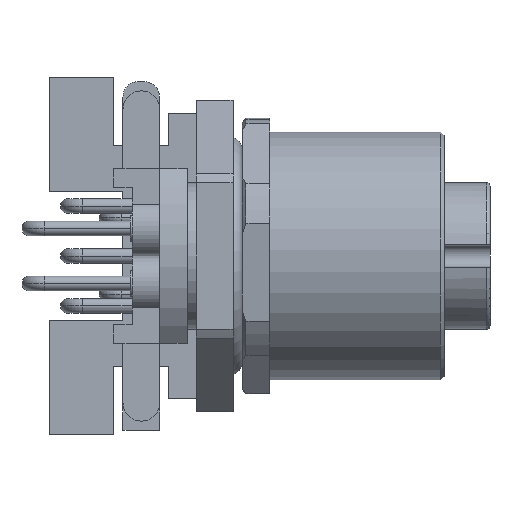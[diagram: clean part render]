
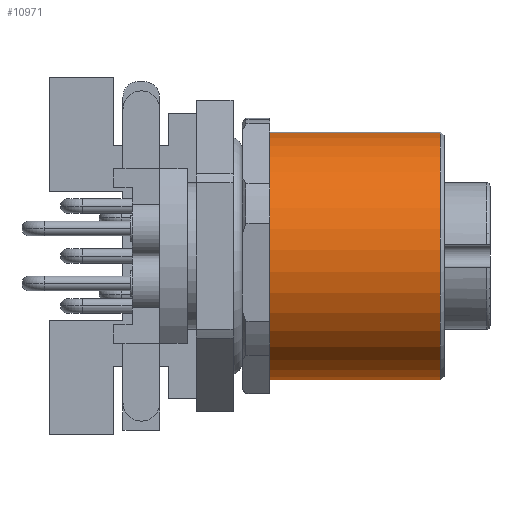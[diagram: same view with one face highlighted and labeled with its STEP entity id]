
A CAD part, front view. The second image highlights one B-rep face of the part: STEP entity #10971.
In plain terms, the highlighted cylindrical face has radius 6.75 mm (diameter 13.5 mm), a partial arc.
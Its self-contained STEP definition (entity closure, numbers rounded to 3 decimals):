
#837 = DIRECTION ( 'NONE',  ( -1., 0., 0. ) ) ;
#856 = DIRECTION ( 'NONE',  ( -1., 0., 0. ) ) ;
#1707 = CARTESIAN_POINT ( 'NONE',  ( 0., 0., 6.75 ) ) ;
#2097 = AXIS2_PLACEMENT_3D ( 'NONE', #14813, #837, #5583 ) ;
#2698 = EDGE_CURVE ( 'NONE', #6807, #12155, #18302, .T. ) ;
#3353 = DIRECTION ( 'NONE',  ( 0., 0., 1. ) ) ;
#3415 = ORIENTED_EDGE ( 'NONE', *, *, #8321, .F. ) ;
#3917 = CARTESIAN_POINT ( 'NONE',  ( 0., 0., 0. ) ) ;
#4203 = AXIS2_PLACEMENT_3D ( 'NONE', #3917, #856, #7059 ) ;
#5014 = VECTOR ( 'NONE', #7533, 1000. ) ;
#5558 = EDGE_CURVE ( 'NONE', #12155, #6911, #5797, .T. ) ;
#5583 = DIRECTION ( 'NONE',  ( 0., 0., 1. ) ) ;
#5797 = LINE ( 'NONE', #1707, #5014 ) ;
#6226 = EDGE_CURVE ( 'NONE', #18318, #6911, #10579, .T. ) ;
#6807 = VERTEX_POINT ( 'NONE', #13219 ) ;
#6822 = CARTESIAN_POINT ( 'NONE',  ( 10.8, 0., 0. ) ) ;
#6911 = VERTEX_POINT ( 'NONE', #18184 ) ;
#7059 = DIRECTION ( 'NONE',  ( 0., 0., 1. ) ) ;
#7533 = DIRECTION ( 'NONE',  ( -1., 0., 0. ) ) ;
#7743 = ORIENTED_EDGE ( 'NONE', *, *, #5558, .T. ) ;
#7934 = CARTESIAN_POINT ( 'NONE',  ( 1.5, 0., -6.75 ) ) ;
#7969 = DIRECTION ( 'NONE',  ( -1., 0., 0. ) ) ;
#8292 = ORIENTED_EDGE ( 'NONE', *, *, #6226, .F. ) ;
#8321 = EDGE_CURVE ( 'NONE', #6807, #18318, #9413, .T. ) ;
#9413 = LINE ( 'NONE', #14013, #12598 ) ;
#10579 = CIRCLE ( 'NONE', #2097, 6.75 ) ;
#10884 = CARTESIAN_POINT ( 'NONE',  ( 10.8, 0., 6.75 ) ) ;
#10971 = ADVANCED_FACE ( 'NONE', ( #13004 ), #17869, .T. ) ;
#12155 = VERTEX_POINT ( 'NONE', #10884 ) ;
#12598 = VECTOR ( 'NONE', #7969, 1000. ) ;
#13004 = FACE_OUTER_BOUND ( 'NONE', #17994, .T. ) ;
#13219 = CARTESIAN_POINT ( 'NONE',  ( 10.8, 0., -6.75 ) ) ;
#14013 = CARTESIAN_POINT ( 'NONE',  ( 0., 0., -6.75 ) ) ;
#14105 = AXIS2_PLACEMENT_3D ( 'NONE', #6822, #19044, #3353 ) ;
#14813 = CARTESIAN_POINT ( 'NONE',  ( 1.5, 0., 0. ) ) ;
#17869 = CYLINDRICAL_SURFACE ( 'NONE', #4203, 6.75 ) ;
#17994 = EDGE_LOOP ( 'NONE', ( #3415, #19274, #7743, #8292 ) ) ;
#18184 = CARTESIAN_POINT ( 'NONE',  ( 1.5, 0., 6.75 ) ) ;
#18302 = CIRCLE ( 'NONE', #14105, 6.75 ) ;
#18318 = VERTEX_POINT ( 'NONE', #7934 ) ;
#19044 = DIRECTION ( 'NONE',  ( -1., 0., 0. ) ) ;
#19274 = ORIENTED_EDGE ( 'NONE', *, *, #2698, .T. ) ;
